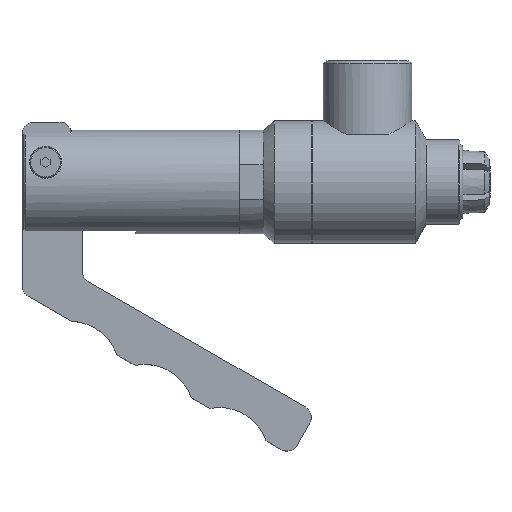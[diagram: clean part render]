
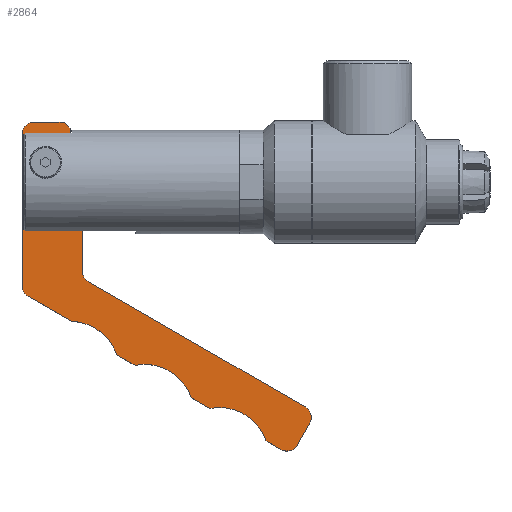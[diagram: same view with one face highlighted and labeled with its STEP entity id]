
A CAD part, top view. The second image highlights one B-rep face of the part: STEP entity #2864.
In plain terms, the highlighted planar face has unit normal (0, 0, 1).
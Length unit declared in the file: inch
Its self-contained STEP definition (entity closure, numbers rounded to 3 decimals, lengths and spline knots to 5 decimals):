
#135=FACE_BOUND('',#447,.T.);
#170=PLANE('',#3067);
#281=FACE_OUTER_BOUND('',#446,.T.);
#446=EDGE_LOOP('',(#2035,#2036,#2037,#2038,#2039,#2040,#2041,#2042,#2043,
#2044,#2045,#2046,#2047,#2048,#2049,#2050,#2051,#2052,#2053,#2054));
#447=EDGE_LOOP('',(#2055));
#625=LINE('',#4237,#838);
#628=LINE('',#4245,#841);
#631=LINE('',#4253,#844);
#634=LINE('',#4261,#847);
#637=LINE('',#4269,#850);
#640=LINE('',#4277,#853);
#643=LINE('',#4285,#856);
#646=LINE('',#4293,#859);
#648=LINE('',#4297,#861);
#650=LINE('',#4301,#863);
#652=LINE('',#4305,#865);
#654=LINE('',#4308,#867);
#838=VECTOR('',#3387,0.3937);
#841=VECTOR('',#3396,0.3937);
#844=VECTOR('',#3405,0.3937);
#847=VECTOR('',#3414,0.3937);
#850=VECTOR('',#3423,0.3937);
#853=VECTOR('',#3432,0.3937);
#856=VECTOR('',#3441,0.3937);
#859=VECTOR('',#3450,0.3937);
#861=VECTOR('',#3454,0.3937);
#863=VECTOR('',#3458,0.3937);
#865=VECTOR('',#3462,0.3937);
#867=VECTOR('',#3466,0.3937);
#1037=CIRCLE('',#3029,0.098);
#1046=CIRCLE('',#3040,0.125);
#1047=CIRCLE('',#3043,0.125);
#1048=CIRCLE('',#3046,0.125);
#1049=CIRCLE('',#3049,0.5);
#1050=CIRCLE('',#3052,0.5);
#1051=CIRCLE('',#3055,0.5);
#1052=CIRCLE('',#3058,0.125);
#1053=CIRCLE('',#3061,0.125);
#1186=VERTEX_POINT('',#4185);
#1207=VERTEX_POINT('',#4230);
#1208=VERTEX_POINT('',#4231);
#1209=VERTEX_POINT('',#4236);
#1210=VERTEX_POINT('',#4240);
#1211=VERTEX_POINT('',#4244);
#1212=VERTEX_POINT('',#4248);
#1213=VERTEX_POINT('',#4252);
#1214=VERTEX_POINT('',#4256);
#1215=VERTEX_POINT('',#4260);
#1216=VERTEX_POINT('',#4264);
#1217=VERTEX_POINT('',#4268);
#1218=VERTEX_POINT('',#4272);
#1219=VERTEX_POINT('',#4276);
#1220=VERTEX_POINT('',#4280);
#1221=VERTEX_POINT('',#4284);
#1222=VERTEX_POINT('',#4288);
#1223=VERTEX_POINT('',#4292);
#1224=VERTEX_POINT('',#4296);
#1225=VERTEX_POINT('',#4300);
#1226=VERTEX_POINT('',#4304);
#1489=EDGE_CURVE('',#1186,#1186,#1037,.T.);
#1510=EDGE_CURVE('',#1207,#1208,#1046,.T.);
#1513=EDGE_CURVE('',#1208,#1209,#625,.T.);
#1515=EDGE_CURVE('',#1209,#1210,#1047,.T.);
#1517=EDGE_CURVE('',#1210,#1211,#628,.T.);
#1519=EDGE_CURVE('',#1211,#1212,#1048,.T.);
#1521=EDGE_CURVE('',#1212,#1213,#631,.T.);
#1523=EDGE_CURVE('',#1213,#1214,#1049,.T.);
#1525=EDGE_CURVE('',#1214,#1215,#634,.T.);
#1527=EDGE_CURVE('',#1215,#1216,#1050,.T.);
#1529=EDGE_CURVE('',#1216,#1217,#637,.T.);
#1531=EDGE_CURVE('',#1217,#1218,#1051,.T.);
#1533=EDGE_CURVE('',#1218,#1219,#640,.T.);
#1535=EDGE_CURVE('',#1219,#1220,#1052,.T.);
#1537=EDGE_CURVE('',#1220,#1221,#643,.T.);
#1539=EDGE_CURVE('',#1221,#1222,#1053,.T.);
#1541=EDGE_CURVE('',#1222,#1223,#646,.T.);
#1543=EDGE_CURVE('',#1223,#1224,#648,.T.);
#1545=EDGE_CURVE('',#1224,#1225,#650,.T.);
#1547=EDGE_CURVE('',#1225,#1226,#652,.T.);
#1549=EDGE_CURVE('',#1226,#1207,#654,.T.);
#2035=ORIENTED_EDGE('',*,*,#1510,.F.);
#2036=ORIENTED_EDGE('',*,*,#1549,.F.);
#2037=ORIENTED_EDGE('',*,*,#1547,.F.);
#2038=ORIENTED_EDGE('',*,*,#1545,.F.);
#2039=ORIENTED_EDGE('',*,*,#1543,.F.);
#2040=ORIENTED_EDGE('',*,*,#1541,.F.);
#2041=ORIENTED_EDGE('',*,*,#1539,.F.);
#2042=ORIENTED_EDGE('',*,*,#1537,.F.);
#2043=ORIENTED_EDGE('',*,*,#1535,.F.);
#2044=ORIENTED_EDGE('',*,*,#1533,.F.);
#2045=ORIENTED_EDGE('',*,*,#1531,.F.);
#2046=ORIENTED_EDGE('',*,*,#1529,.F.);
#2047=ORIENTED_EDGE('',*,*,#1527,.F.);
#2048=ORIENTED_EDGE('',*,*,#1525,.F.);
#2049=ORIENTED_EDGE('',*,*,#1523,.F.);
#2050=ORIENTED_EDGE('',*,*,#1521,.F.);
#2051=ORIENTED_EDGE('',*,*,#1519,.F.);
#2052=ORIENTED_EDGE('',*,*,#1517,.F.);
#2053=ORIENTED_EDGE('',*,*,#1515,.F.);
#2054=ORIENTED_EDGE('',*,*,#1513,.F.);
#2055=ORIENTED_EDGE('',*,*,#1489,.T.);
#2864=ADVANCED_FACE('',(#281,#135),#170,.T.);
#3029=AXIS2_PLACEMENT_3D('',#4187,#3347,#3348);
#3040=AXIS2_PLACEMENT_3D('',#4232,#3381,#3382);
#3043=AXIS2_PLACEMENT_3D('',#4241,#3391,#3392);
#3046=AXIS2_PLACEMENT_3D('',#4249,#3400,#3401);
#3049=AXIS2_PLACEMENT_3D('',#4257,#3409,#3410);
#3052=AXIS2_PLACEMENT_3D('',#4265,#3418,#3419);
#3055=AXIS2_PLACEMENT_3D('',#4273,#3427,#3428);
#3058=AXIS2_PLACEMENT_3D('',#4281,#3436,#3437);
#3061=AXIS2_PLACEMENT_3D('',#4289,#3445,#3446);
#3067=AXIS2_PLACEMENT_3D('',#4309,#3467,#3468);
#3347=DIRECTION('center_axis',(0.,0.,-1.));
#3348=DIRECTION('ref_axis',(-1.,0.,0.));
#3381=DIRECTION('center_axis',(0.,0.,1.));
#3382=DIRECTION('ref_axis',(-1.,0.,0.));
#3387=DIRECTION('',(0.866,-0.5,0.));
#3391=DIRECTION('center_axis',(0.,0.,-1.));
#3392=DIRECTION('ref_axis',(-0.866,0.5,0.));
#3396=DIRECTION('',(-0.5,-0.866,0.));
#3400=DIRECTION('center_axis',(0.,0.,-1.));
#3401=DIRECTION('ref_axis',(0.5,0.866,0.));
#3405=DIRECTION('',(-0.866,0.5,0.));
#3409=DIRECTION('center_axis',(0.,0.,1.));
#3410=DIRECTION('ref_axis',(0.948,0.319,0.));
#3414=DIRECTION('',(-0.866,0.5,0.));
#3418=DIRECTION('center_axis',(0.,0.,1.));
#3419=DIRECTION('ref_axis',(0.948,0.319,0.));
#3423=DIRECTION('',(-0.866,0.5,0.));
#3427=DIRECTION('center_axis',(0.,0.,1.));
#3428=DIRECTION('ref_axis',(0.948,0.319,0.));
#3432=DIRECTION('',(-0.866,0.5,0.));
#3436=DIRECTION('center_axis',(0.,0.,-1.));
#3437=DIRECTION('ref_axis',(1.,0.,0.));
#3441=DIRECTION('',(0.,1.,0.));
#3445=DIRECTION('center_axis',(0.,0.,-1.));
#3446=DIRECTION('ref_axis',(0.,-1.,0.));
#3450=DIRECTION('',(1.,0.,0.));
#3454=DIRECTION('',(0.707,-0.707,0.));
#3458=DIRECTION('',(0.,-1.,0.));
#3462=DIRECTION('',(0.707,-0.707,0.));
#3466=DIRECTION('',(0.,-1.,0.));
#3467=DIRECTION('center_axis',(0.,0.,1.));
#3468=DIRECTION('ref_axis',(1.,0.,0.));
#4185=CARTESIAN_POINT('',(0.318,0.2,0.161));
#4187=CARTESIAN_POINT('Origin',(0.22,0.2,0.161));
#4230=CARTESIAN_POINT('',(0.595,-0.91,0.161));
#4231=CARTESIAN_POINT('',(0.6575,-1.01825,0.161));
#4232=CARTESIAN_POINT('Origin',(0.72,-0.91,0.161));
#4236=CARTESIAN_POINT('',(2.86945,-2.29532,0.161));
#4237=CARTESIAN_POINT('',(0.6575,-1.01825,0.161));
#4240=CARTESIAN_POINT('',(2.9152,-2.46608,0.161));
#4241=CARTESIAN_POINT('Origin',(2.80695,-2.40358,0.161));
#4244=CARTESIAN_POINT('',(2.7902,-2.68258,0.161));
#4245=CARTESIAN_POINT('',(2.9152,-2.46608,0.161));
#4248=CARTESIAN_POINT('',(2.61945,-2.72834,0.161));
#4249=CARTESIAN_POINT('Origin',(2.68195,-2.62008,0.161));
#4252=CARTESIAN_POINT('',(2.46852,-2.6412,0.161));
#4253=CARTESIAN_POINT('',(2.61945,-2.72834,0.161));
#4256=CARTESIAN_POINT('',(1.8957,-2.31048,0.161));
#4257=CARTESIAN_POINT('Origin',(1.99461,-2.8006,0.161));
#4260=CARTESIAN_POINT('',(1.70642,-2.2012,0.161));
#4261=CARTESIAN_POINT('',(1.8957,-2.31048,0.161));
#4264=CARTESIAN_POINT('',(1.13359,-1.87048,0.161));
#4265=CARTESIAN_POINT('Origin',(1.23251,-2.3606,0.161));
#4268=CARTESIAN_POINT('',(0.94431,-1.7612,0.161));
#4269=CARTESIAN_POINT('',(1.13359,-1.87048,0.161));
#4272=CARTESIAN_POINT('',(0.48363,-1.42077,0.161));
#4273=CARTESIAN_POINT('Origin',(0.4704,-1.9206,0.161));
#4276=CARTESIAN_POINT('',(0.0425,-1.16608,0.161));
#4277=CARTESIAN_POINT('',(0.48363,-1.42077,0.161));
#4280=CARTESIAN_POINT('',(-0.02,-1.05783,0.161));
#4281=CARTESIAN_POINT('Origin',(0.105,-1.05783,0.161));
#4284=CARTESIAN_POINT('',(-0.02,0.485,0.161));
#4285=CARTESIAN_POINT('',(-0.02,-1.05783,0.161));
#4288=CARTESIAN_POINT('',(0.105,0.61,0.161));
#4289=CARTESIAN_POINT('Origin',(0.105,0.485,0.161));
#4292=CARTESIAN_POINT('',(0.41,0.61,0.161));
#4293=CARTESIAN_POINT('',(0.105,0.61,0.161));
#4296=CARTESIAN_POINT('',(0.47,0.55,0.161));
#4297=CARTESIAN_POINT('',(0.41,0.61,0.161));
#4300=CARTESIAN_POINT('',(0.47,-0.163,0.161));
#4301=CARTESIAN_POINT('',(0.47,0.55,0.161));
#4304=CARTESIAN_POINT('',(0.595,-0.288,0.161));
#4305=CARTESIAN_POINT('',(0.47,-0.163,0.161));
#4308=CARTESIAN_POINT('',(0.595,-0.288,0.161));
#4309=CARTESIAN_POINT('Origin',(1.12914,-1.23096,0.161));
